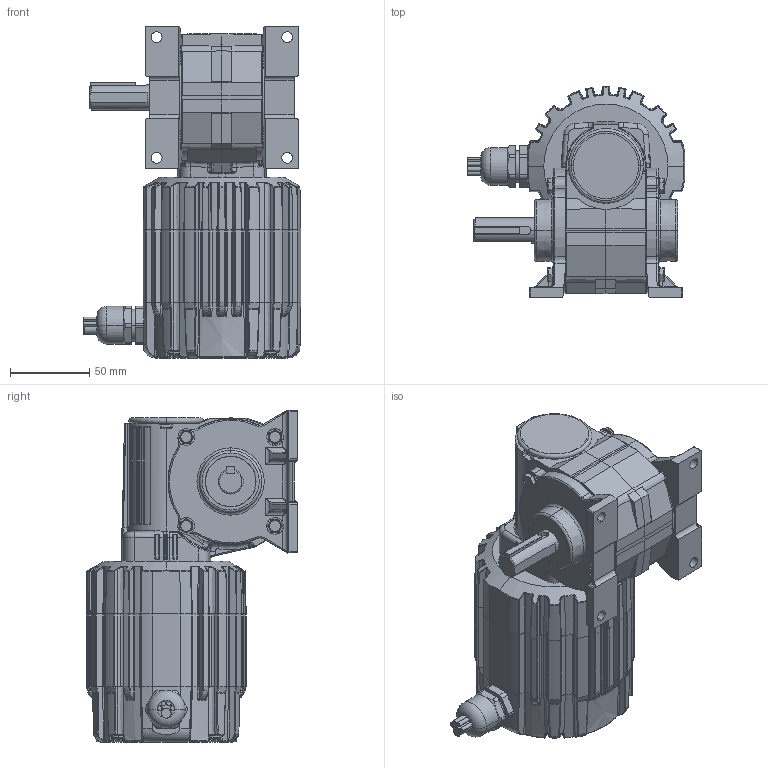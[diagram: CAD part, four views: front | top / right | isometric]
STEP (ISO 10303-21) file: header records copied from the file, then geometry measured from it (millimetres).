
FILE_DESCRIPTION (( 'STEP AP203' ), '1' );
FILE_NAME ('INFM0270.STEP', '2013-05-13T18:32:01', ( 'Admin' ), ( 'Bodine Electric Company' ), 'SwSTEP 2.0', 'SolidWorks 2012', '' );
FILE_SCHEMA (( 'CONFIG_CONTROL_DESIGN' ));
Products named in the file (1): INFM0270
Bounding box: 137.43 x 133.68 x 209.8 mm (x, y, z)
Volume: 1055407.6 mm3; surface area: 207368.9 mm2
Topology: 28 solids, 28 shells, 2928 faces, 7140 edges, 4218 vertices
Faces by surface type: plane 914, bspline 827, cylinder 614, torus 274, cone 269, sphere 30
Entity records: 104533 total; most frequent: CARTESIAN_POINT 42813, ORIENTED_EDGE 14080, DIRECTION 11693, EDGE_CURVE 7040, AXIS2_PLACEMENT_3D 4871, VERTEX_POINT 4218, EDGE_LOOP 3012, FACE_OUTER_BOUND 2928
